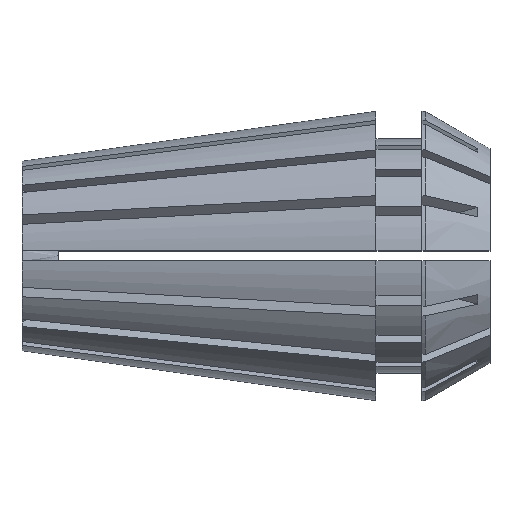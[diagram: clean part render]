
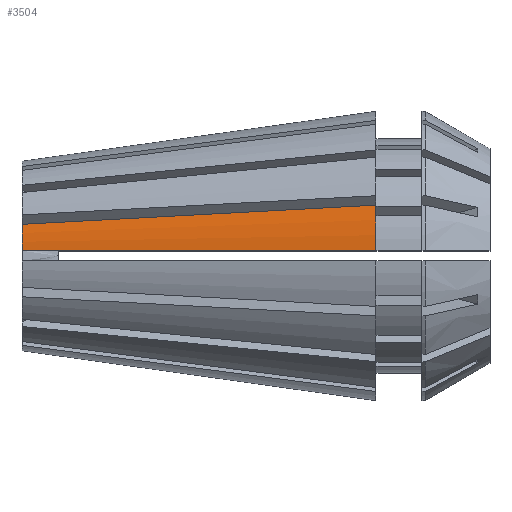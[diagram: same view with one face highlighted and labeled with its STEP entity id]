
A CAD part, top view. The second image highlights one B-rep face of the part: STEP entity #3504.
In plain terms, the highlighted conical face has half-angle 8 degrees and reference radius 8.5 mm.
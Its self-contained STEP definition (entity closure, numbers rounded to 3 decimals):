
#55 = DIRECTION ( 'NONE',  ( 0., 0., -1. ) ) ;
#69 = EDGE_CURVE ( 'NONE', #3386, #907, #5455, .T. ) ;
#206 = AXIS2_PLACEMENT_3D ( 'NONE', #2203, #2274, #55 ) ;
#397 = CARTESIAN_POINT ( 'NONE',  ( 3.232, 2.028, 5.68 ) ) ;
#548 = EDGE_CURVE ( 'NONE', #4914, #3106, #5488, .T. ) ;
#759 = CARTESIAN_POINT ( 'NONE',  ( 17.684, 0.3, 8.057 ) ) ;
#794 = B_SPLINE_CURVE_WITH_KNOTS ( 'NONE', 3,
 ( #1724, #397, #5068, #5349, #4221, #4656, #3479 ),
 .UNSPECIFIED., .F., .F.,
 ( 4, 3, 4 ),
 ( 0., 0.01, 0.021 ),
 .UNSPECIFIED. ) ;
#824 = DIRECTION ( 'NONE',  ( -1., 0., 0. ) ) ;
#876 = CARTESIAN_POINT ( 'NONE',  ( 11.452, 0.3, 7.18 ) ) ;
#907 = VERTEX_POINT ( 'NONE', #3798 ) ;
#1283 = EDGE_CURVE ( 'NONE', #3386, #4914, #4224, .T. ) ;
#1724 = CARTESIAN_POINT ( 'NONE',  ( 0., 1.854, 5.26 ) ) ;
#1788 = ORIENTED_EDGE ( 'NONE', *, *, #2326, .F. ) ;
#1813 = DIRECTION ( 'NONE',  ( 0., 0., 1. ) ) ;
#2001 = ORIENTED_EDGE ( 'NONE', *, *, #548, .F. ) ;
#2138 = CARTESIAN_POINT ( 'NONE',  ( 20.8, 0.3, 8.495 ) ) ;
#2154 = DIRECTION ( 'NONE',  ( 0., 0., 1. ) ) ;
#2195 = CARTESIAN_POINT ( 'NONE',  ( 0., 0., 0. ) ) ;
#2203 = CARTESIAN_POINT ( 'NONE',  ( 20.8, 0., 0. ) ) ;
#2274 = DIRECTION ( 'NONE',  ( 1., 0., 0. ) ) ;
#2278 = AXIS2_PLACEMENT_3D ( 'NONE', #3459, #824, #1813 ) ;
#2326 = EDGE_CURVE ( 'NONE', #3106, #907, #794, .T. ) ;
#2357 = CARTESIAN_POINT ( 'NONE',  ( 0., 0.3, 5.569 ) ) ;
#2466 = CARTESIAN_POINT ( 'NONE',  ( 0.941, 0.3, 5.701 ) ) ;
#2683 = CARTESIAN_POINT ( 'NONE',  ( 14.568, 0.3, 7.619 ) ) ;
#2961 = CARTESIAN_POINT ( 'NONE',  ( 4.758, 0.3, 6.239 ) ) ;
#2979 = CARTESIAN_POINT ( 'NONE',  ( 0., 1.854, 5.26 ) ) ;
#3106 = VERTEX_POINT ( 'NONE', #2979 ) ;
#3143 = CARTESIAN_POINT ( 'NONE',  ( 20.8, 0.3, 8.495 ) ) ;
#3386 = VERTEX_POINT ( 'NONE', #3143 ) ;
#3459 = CARTESIAN_POINT ( 'NONE',  ( 20.8, 0., 0. ) ) ;
#3479 = CARTESIAN_POINT ( 'NONE',  ( 20.8, 2.974, 7.963 ) ) ;
#3504 = ADVANCED_FACE ( 'NONE', ( #5036 ), #4905, .T. ) ;
#3798 = CARTESIAN_POINT ( 'NONE',  ( 20.8, 2.974, 7.963 ) ) ;
#3824 = AXIS2_PLACEMENT_3D ( 'NONE', #2195, #5406, #2154 ) ;
#4192 = CARTESIAN_POINT ( 'NONE',  ( 8.105, 0.3, 6.709 ) ) ;
#4221 = CARTESIAN_POINT ( 'NONE',  ( 13.397, 2.575, 7.001 ) ) ;
#4224 = B_SPLINE_CURVE_WITH_KNOTS ( 'NONE', 3,
 ( #2138, #759, #2683, #876, #4192, #2961, #5472, #2466, #5195, #4705 ),
 .UNSPECIFIED., .F., .F.,
 ( 4, 3, 3, 4 ),
 ( 0.035, 0.044, 0.054, 0.056 ),
 .UNSPECIFIED. ) ;
#4656 = CARTESIAN_POINT ( 'NONE',  ( 17.099, 2.775, 7.482 ) ) ;
#4705 = CARTESIAN_POINT ( 'NONE',  ( 0., 0.3, 5.569 ) ) ;
#4801 = ORIENTED_EDGE ( 'NONE', *, *, #69, .T. ) ;
#4855 = ORIENTED_EDGE ( 'NONE', *, *, #1283, .F. ) ;
#4905 = CONICAL_SURFACE ( 'NONE', #206, 8.5, 0.14 ) ;
#4914 = VERTEX_POINT ( 'NONE', #2357 ) ;
#5036 = FACE_OUTER_BOUND ( 'NONE', #5212, .T. ) ;
#5068 = CARTESIAN_POINT ( 'NONE',  ( 6.464, 2.202, 6.1 ) ) ;
#5195 = CARTESIAN_POINT ( 'NONE',  ( 0.47, 0.3, 5.635 ) ) ;
#5212 = EDGE_LOOP ( 'NONE', ( #1788, #2001, #4855, #4801 ) ) ;
#5349 = CARTESIAN_POINT ( 'NONE',  ( 9.696, 2.376, 6.52 ) ) ;
#5406 = DIRECTION ( 'NONE',  ( -1., 0., 0. ) ) ;
#5455 = CIRCLE ( 'NONE', #2278, 8.5 ) ;
#5472 = CARTESIAN_POINT ( 'NONE',  ( 1.411, 0.3, 5.768 ) ) ;
#5488 = CIRCLE ( 'NONE', #3824, 5.577 ) ;
